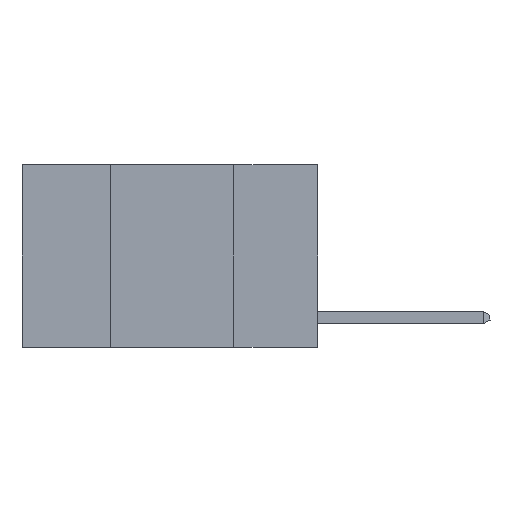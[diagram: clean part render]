
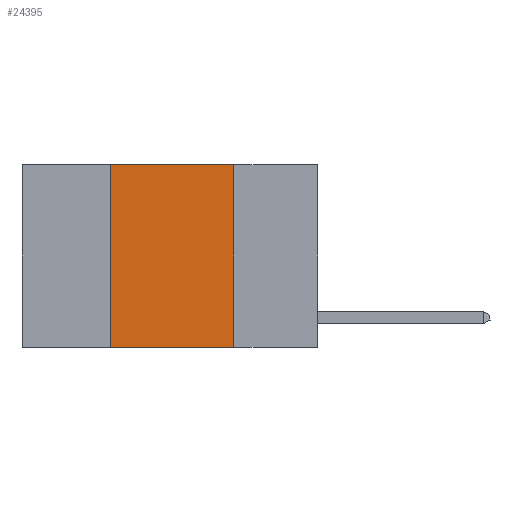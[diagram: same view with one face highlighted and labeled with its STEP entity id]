
A CAD part, left-side view. The second image highlights one B-rep face of the part: STEP entity #24395.
In plain terms, the highlighted planar face has unit normal (-1, 0, 0).
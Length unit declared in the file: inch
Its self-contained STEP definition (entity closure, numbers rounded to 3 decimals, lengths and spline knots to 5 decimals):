
#1374 = VECTOR ( 'NONE', #19648, 39.37008 ) ;
#1384 = EDGE_CURVE ( 'NONE', #10685, #19357, #2964, .T. ) ;
#1856 = VERTEX_POINT ( 'NONE', #13958 ) ;
#2582 = DIRECTION ( 'NONE',  ( 0., -1., 0. ) ) ;
#2964 = LINE ( 'NONE', #23580, #15469 ) ;
#4077 = CARTESIAN_POINT ( 'NONE',  ( 0., 0.17, -0.37 ) ) ;
#4911 = CARTESIAN_POINT ( 'NONE',  ( 0., 0.42, 0. ) ) ;
#5360 = ORIENTED_EDGE ( 'NONE', *, *, #10214, .F. ) ;
#5708 = VECTOR ( 'NONE', #13870, 39.37008 ) ;
#7045 = EDGE_CURVE ( 'NONE', #20879, #1856, #18209, .T. ) ;
#7384 = DIRECTION ( 'NONE',  ( 0., 0., 1. ) ) ;
#7652 = LINE ( 'NONE', #17337, #1374 ) ;
#9373 = CARTESIAN_POINT ( 'NONE',  ( 0., 0.6, 0. ) ) ;
#9434 = ORIENTED_EDGE ( 'NONE', *, *, #12248, .F. ) ;
#10214 = EDGE_CURVE ( 'NONE', #10685, #20879, #21287, .T. ) ;
#10685 = VERTEX_POINT ( 'NONE', #29775 ) ;
#12248 = EDGE_CURVE ( 'NONE', #1856, #19357, #7652, .T. ) ;
#13770 = CARTESIAN_POINT ( 'NONE',  ( 0., 0.6, 0. ) ) ;
#13870 = DIRECTION ( 'NONE',  ( 0., -1., 0. ) ) ;
#13958 = CARTESIAN_POINT ( 'NONE',  ( 0., 0.17, 0. ) ) ;
#15138 = VECTOR ( 'NONE', #7384, 39.37008 ) ;
#15469 = VECTOR ( 'NONE', #2582, 39.37008 ) ;
#16449 = DIRECTION ( 'NONE',  ( 0., 0., -1. ) ) ;
#17337 = CARTESIAN_POINT ( 'NONE',  ( 0., 0.17, 0. ) ) ;
#18209 = LINE ( 'NONE', #13770, #5708 ) ;
#18411 = EDGE_LOOP ( 'NONE', ( #9434, #23211, #5360, #19313 ) ) ;
#18685 = PLANE ( 'NONE',  #25713 ) ;
#19313 = ORIENTED_EDGE ( 'NONE', *, *, #1384, .T. ) ;
#19357 = VERTEX_POINT ( 'NONE', #4077 ) ;
#19648 = DIRECTION ( 'NONE',  ( 0., 0., -1. ) ) ;
#19765 = FACE_OUTER_BOUND ( 'NONE', #18411, .T. ) ;
#20879 = VERTEX_POINT ( 'NONE', #25852 ) ;
#21287 = LINE ( 'NONE', #4911, #15138 ) ;
#23211 = ORIENTED_EDGE ( 'NONE', *, *, #7045, .F. ) ;
#23580 = CARTESIAN_POINT ( 'NONE',  ( 0., 0.6, -0.37 ) ) ;
#24395 = ADVANCED_FACE ( 'NONE', ( #19765 ), #18685, .F. ) ;
#25713 = AXIS2_PLACEMENT_3D ( 'NONE', #9373, #26413, #16449 ) ;
#25852 = CARTESIAN_POINT ( 'NONE',  ( 0., 0.42, 0. ) ) ;
#26413 = DIRECTION ( 'NONE',  ( 1., 0., 0. ) ) ;
#29775 = CARTESIAN_POINT ( 'NONE',  ( 0., 0.42, -0.37 ) ) ;
